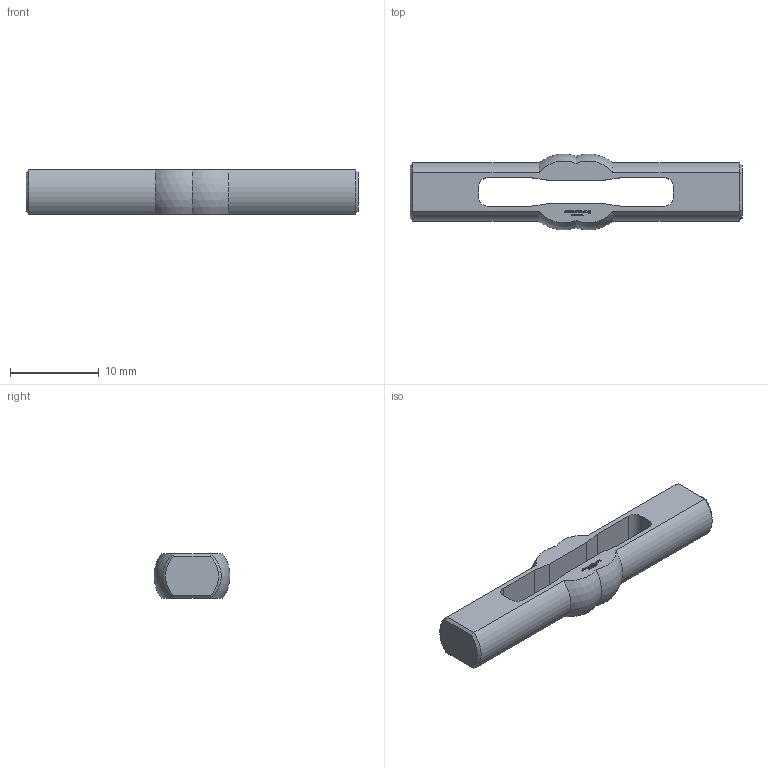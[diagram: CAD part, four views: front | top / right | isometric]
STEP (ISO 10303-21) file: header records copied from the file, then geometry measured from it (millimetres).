
FILE_DESCRIPTION(('FreeCAD Model'),'2;1');
FILE_NAME('Open CASCADE Shape Model','2022-07-07T14:51:42',(''),(''), 'Open CASCADE STEP processor 7.5','FreeCAD','Unknown');
FILE_SCHEMA(('AUTOMOTIVE_DESIGN { 1 0 10303 214 1 1 1 1 }'));
Length unit declared in the file: millimetre
Products named in the file (1): Pin SPP INR LCT BDR BU01.00x01.00 - SPN-PIN-0096
Bounding box: 37.5 x 8.57 x 5 mm (x, y, z)
Volume: 850.3 mm3; surface area: 951.5 mm2
Topology: 1 solids, 1 shells, 501 faces, 1399 edges, 930 vertices
Faces by surface type: plane 334, bspline 151, cylinder 8, cone 4, sphere 4
Entity records: 36004 total; most frequent: CARTESIAN_POINT 10026, DIRECTION 3979, LINE 3209, VECTOR 3209, ORIENTED_EDGE 2798, PCURVE 2798, DEFINITIONAL_REPRESENTATION 2798, EDGE_CURVE 1399
